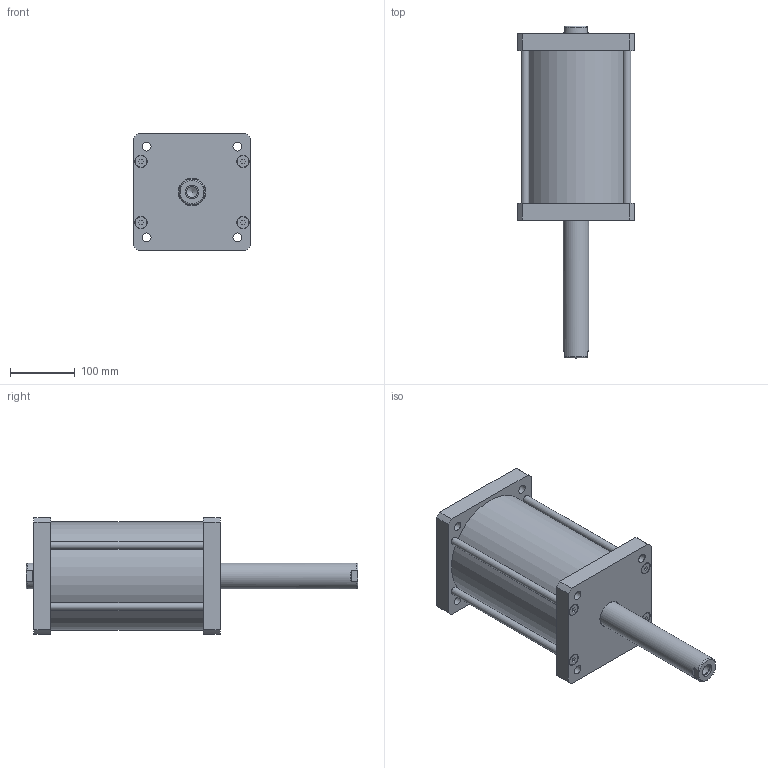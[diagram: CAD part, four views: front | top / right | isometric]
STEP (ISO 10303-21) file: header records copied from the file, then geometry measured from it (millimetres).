
FILE_DESCRIPTION((''),'2;1');
FILE_NAME('KDMP160.200.GS.F.stp','2011-09-05T14:14:23',('Administrator'),(''),'Autodesk Inventor 2012','Autodesk Inventor 2012','');
FILE_SCHEMA(('AUTOMOTIVE_DESIGN { 1 0 10303 214 1 1 1 1 }'));
Length unit declared in the file: millimetre
Products named in the file (1): KDMP160.200.GS.F
Bounding box: 180 x 511 x 180 mm (x, y, z)
Volume: 7154525.2 mm3; surface area: 331821.5 mm2
Topology: 1 solids, 1 shells, 153 faces, 363 edges, 244 vertices
Faces by surface type: plane 98, cylinder 47, torus 4, cone 4
Full cylindrical faces by diameter (mm): 12 x4, 13.835 x8, 14.95 x2, 17.294 x2, 18 x8, 19 x8, 20.25 x2, 40 x2, 43 x2, 167 x1
Entity records: 4376 total; most frequent: CARTESIAN_POINT 774, DIRECTION 708, ORIENTED_EDGE 608, EDGE_CURVE 304, AXIS2_PLACEMENT_3D 258, EDGE_LOOP 252, VERTEX_POINT 228, VECTOR 192
